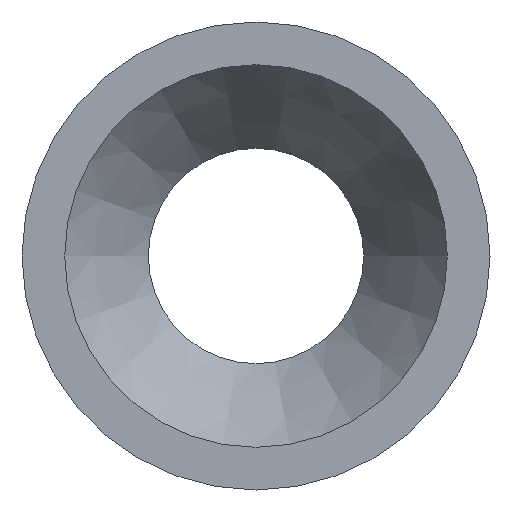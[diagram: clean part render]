
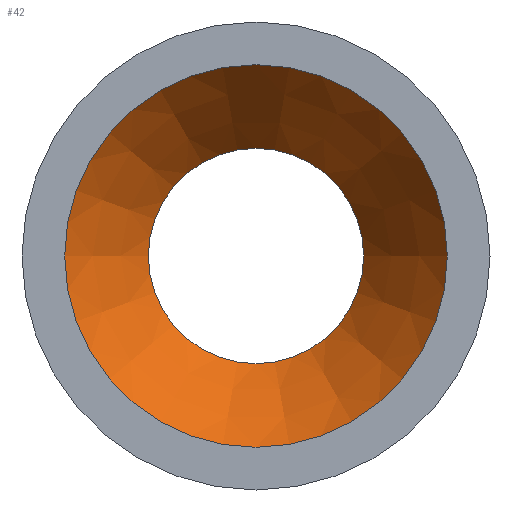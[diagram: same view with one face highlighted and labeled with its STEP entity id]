
A CAD part, left-side view. The second image highlights one B-rep face of the part: STEP entity #42.
In plain terms, the highlighted conical face has half-angle 34.898 degrees and reference radius 65.4 mm.
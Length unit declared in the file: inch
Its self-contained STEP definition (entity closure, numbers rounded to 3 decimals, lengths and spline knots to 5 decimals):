
#5 = AXIS2_PLACEMENT_3D ( 'NONE', #148, #110, #66 ) ;
#10 = DIRECTION ( 'NONE',  ( -1., 0., 0. ) ) ;
#17 = VERTEX_POINT ( 'NONE', #121 ) ;
#20 = FACE_OUTER_BOUND ( 'NONE', #127, .T. ) ;
#39 = DIRECTION ( 'NONE',  ( 0., 0., 1. ) ) ;
#40 = CONICAL_SURFACE ( 'NONE', #45, 2.5748, 0.609 ) ;
#42 = ADVANCED_FACE ( 'NONE', ( #57, #20 ), #40, .F. ) ;
#43 = EDGE_CURVE ( 'NONE', #17, #17, #233, .T. ) ;
#45 = AXIS2_PLACEMENT_3D ( 'NONE', #250, #10, #39 ) ;
#57 = FACE_BOUND ( 'NONE', #132, .T. ) ;
#66 = DIRECTION ( 'NONE',  ( 0., 0., -1. ) ) ;
#87 = AXIS2_PLACEMENT_3D ( 'NONE', #182, #152, #134 ) ;
#110 = DIRECTION ( 'NONE',  ( -1., 0., 0. ) ) ;
#121 = CARTESIAN_POINT ( 'NONE',  ( 5.62992, 1.44882, 0. ) ) ;
#127 = EDGE_LOOP ( 'NONE', ( #158 ) ) ;
#132 = EDGE_LOOP ( 'NONE', ( #252 ) ) ;
#134 = DIRECTION ( 'NONE',  ( 0., 1., 0. ) ) ;
#140 = VERTEX_POINT ( 'NONE', #166 ) ;
#148 = CARTESIAN_POINT ( 'NONE',  ( 4.01575, 0., 0. ) ) ;
#152 = DIRECTION ( 'NONE',  ( -1., 0., 0. ) ) ;
#158 = ORIENTED_EDGE ( 'NONE', *, *, #206, .T. ) ;
#166 = CARTESIAN_POINT ( 'NONE',  ( 4.01575, 0., -2.5748 ) ) ;
#182 = CARTESIAN_POINT ( 'NONE',  ( 5.62992, 0., 0. ) ) ;
#198 = CIRCLE ( 'NONE', #5, 2.5748 ) ;
#206 = EDGE_CURVE ( 'NONE', #140, #140, #198, .T. ) ;
#233 = CIRCLE ( 'NONE', #87, 1.44882 ) ;
#250 = CARTESIAN_POINT ( 'NONE',  ( 4.01575, 0., 0. ) ) ;
#252 = ORIENTED_EDGE ( 'NONE', *, *, #43, .F. ) ;
